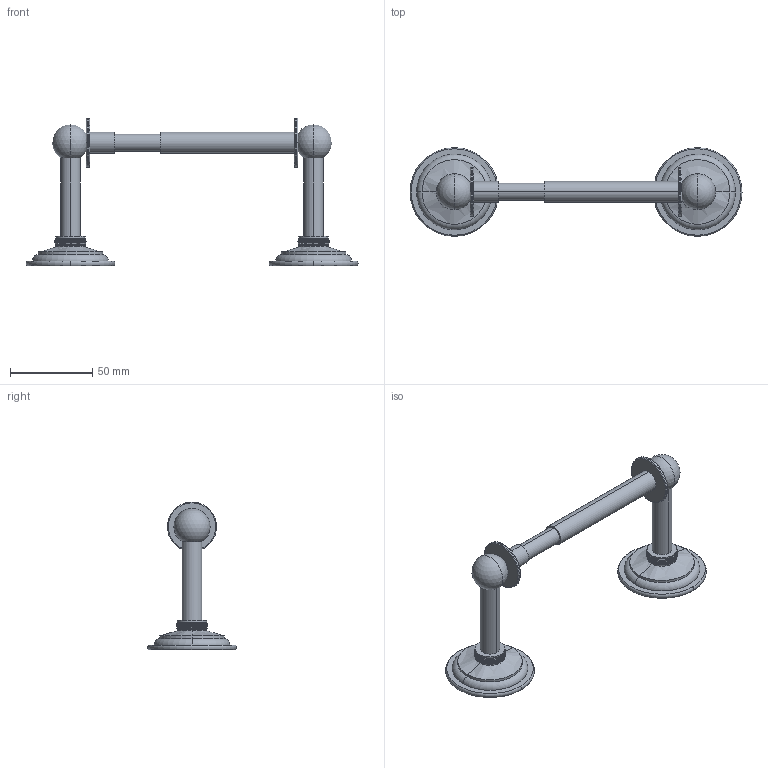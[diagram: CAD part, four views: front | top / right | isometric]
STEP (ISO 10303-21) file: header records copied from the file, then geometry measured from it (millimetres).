
FILE_DESCRIPTION((''),'2;1');
FILE_NAME('2608','2021-12-17T15:09:27',('jinson.thomas'),(''),'CREO PARAMETRIC BY PTC INC, 2018400','CREO PARAMETRIC BY PTC INC, 2018400','');
FILE_SCHEMA(('CONFIG_CONTROL_DESIGN'));
Length unit declared in the file: inch
Products named in the file (1): 2608
Bounding box: 202.01 x 54 x 89.99 mm (x, y, z)
Volume: 68634.5 mm3; surface area: 32918.5 mm2
Topology: 4 solids, 5 shells, 724 faces, 1384 edges, 671 vertices
Faces by surface type: plane 342, bspline 215, cylinder 113, cone 30, torus 20, sphere 4
Entity records: 31877 total; most frequent: CARTESIAN_POINT 19160, ORIENTED_EDGE 2740, DIRECTION 2376, EDGE_CURVE 1370, AXIS2_PLACEMENT_3D 1016, EDGE_LOOP 745, FACE_OUTER_BOUND 724, ADVANCED_FACE 724
